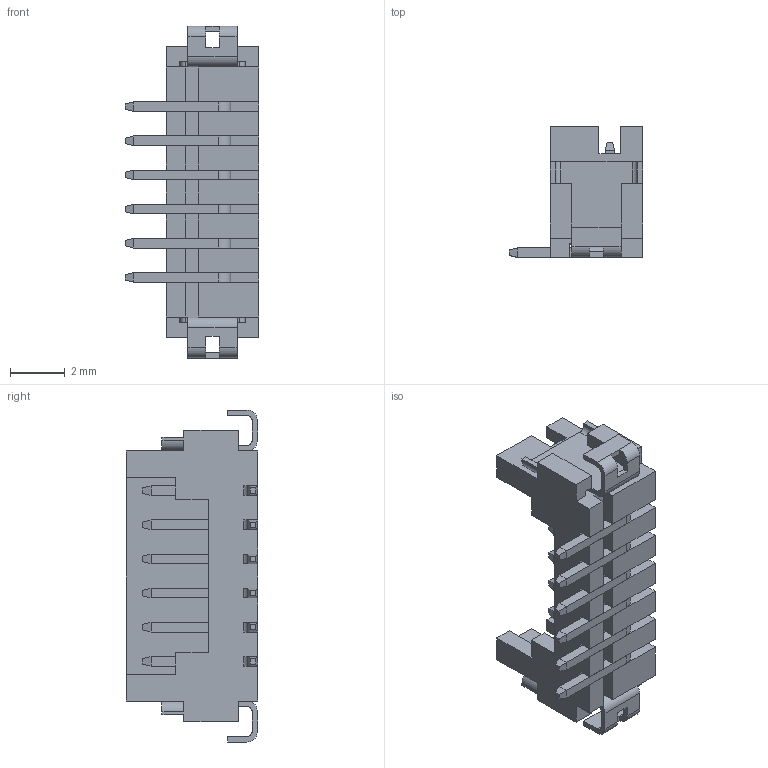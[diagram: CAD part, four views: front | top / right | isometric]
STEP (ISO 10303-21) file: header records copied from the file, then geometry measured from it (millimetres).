
FILE_DESCRIPTION(('OneSpaceDesigner STEP Export'),'2;1');
FILE_NAME('DF13C-6P-1.25V.stp','2007-03-23T10:19:21',(''),(''),'OneSpace Designer STEP processor (Jan. 2003) for AP214(CD)(Solid Model)','OneSpace Designer 12.00 10-Sep-2003 (C) CoCreate Software GmbH','');
FILE_SCHEMA(('AUTOMOTIVE_DESIGN_CC2 {1 2 10303 214 -1 1 5 1}'));
Length unit declared in the file: millimetre
Products named in the file (2): DF13C-6P-1.25VÈª
Assembly tree (1 placements, depth 2):
  DF13C-6P-1.25VÈª
    DF13C-6P-1.25VÈª
Bounding box: 4.9 x 4.8 x 12.15 mm (x, y, z)
Volume: 86.4 mm3; surface area: 328.3 mm2
Topology: 1 solids, 1 shells, 332 faces, 902 edges, 580 vertices
Faces by surface type: plane 296, cylinder 36
Entity records: 9826 total; most frequent: ORIENTED_EDGE 1804, CARTESIAN_POINT 1717, DIRECTION 1486, EDGE_CURVE 902, VECTOR 788, LINE 788, VERTEX_POINT 580, AXIS2_PLACEMENT_3D 349
